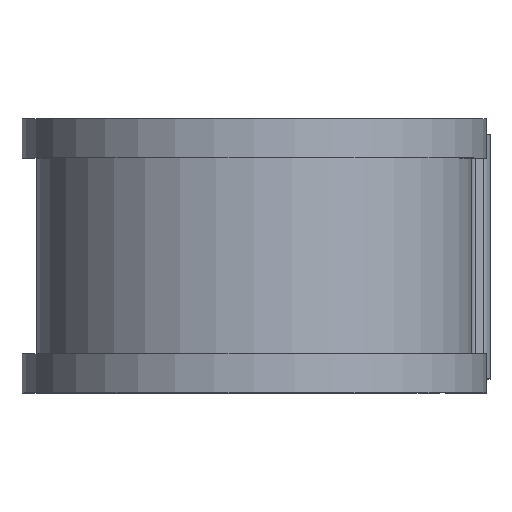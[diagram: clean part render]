
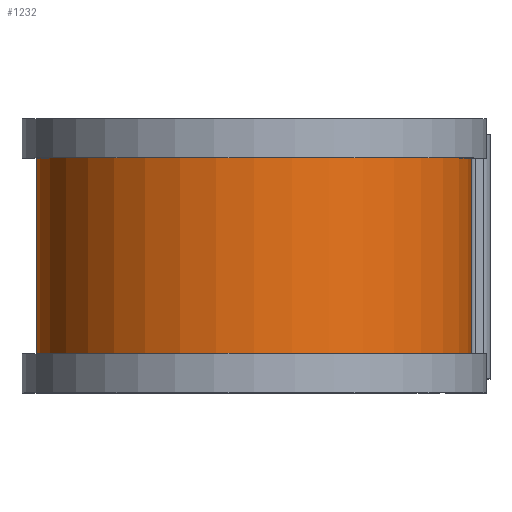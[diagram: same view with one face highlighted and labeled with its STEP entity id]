
A CAD part, top view. The second image highlights one B-rep face of the part: STEP entity #1232.
In plain terms, the highlighted cylindrical face has radius 22.581 mm (diameter 45.161 mm), a partial arc.
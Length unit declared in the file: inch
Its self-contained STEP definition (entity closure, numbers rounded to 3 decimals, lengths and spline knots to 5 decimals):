
#62 = EDGE_CURVE ( 'NONE', #318, #351, #1572, .T. ) ;
#84 = EDGE_CURVE ( 'NONE', #1337, #318, #1528, .T. ) ;
#113 = EDGE_LOOP ( 'NONE', ( #1483, #1245, #252, #614 ) ) ;
#252 = ORIENTED_EDGE ( 'NONE', *, *, #62, .T. ) ;
#318 = VERTEX_POINT ( 'NONE', #1273 ) ;
#341 = DIRECTION ( 'NONE',  ( 0., -1., 0. ) ) ;
#351 = VERTEX_POINT ( 'NONE', #983 ) ;
#363 = AXIS2_PLACEMENT_3D ( 'NONE', #401, #365, #392 ) ;
#365 = DIRECTION ( 'NONE',  ( 0., -1., 0. ) ) ;
#392 = DIRECTION ( 'NONE',  ( 0., 0., -1. ) ) ;
#401 = CARTESIAN_POINT ( 'NONE',  ( 0., -0.4, 0. ) ) ;
#486 = CARTESIAN_POINT ( 'NONE',  ( 0.889, -0.4, 0. ) ) ;
#589 = LINE ( 'NONE', #1275, #1254 ) ;
#611 = CARTESIAN_POINT ( 'NONE',  ( 0.889, 0.4, 0. ) ) ;
#614 = ORIENTED_EDGE ( 'NONE', *, *, #620, .F. ) ;
#617 = AXIS2_PLACEMENT_3D ( 'NONE', #963, #341, #1272 ) ;
#620 = EDGE_CURVE ( 'NONE', #1288, #351, #1045, .T. ) ;
#834 = VECTOR ( 'NONE', #1510, 39.37008 ) ;
#956 = FACE_OUTER_BOUND ( 'NONE', #113, .T. ) ;
#963 = CARTESIAN_POINT ( 'NONE',  ( 0., 0.5, 0. ) ) ;
#983 = CARTESIAN_POINT ( 'NONE',  ( 0., -0.4, -0.889 ) ) ;
#1004 = CARTESIAN_POINT ( 'NONE',  ( 0., 0.5, -0.889 ) ) ;
#1045 = CIRCLE ( 'NONE', #363, 0.889 ) ;
#1232 = ADVANCED_FACE ( 'NONE', ( #956 ), #1678, .T. ) ;
#1243 = AXIS2_PLACEMENT_3D ( 'NONE', #1633, #1640, #1650 ) ;
#1245 = ORIENTED_EDGE ( 'NONE', *, *, #84, .T. ) ;
#1254 = VECTOR ( 'NONE', #1281, 39.37008 ) ;
#1272 = DIRECTION ( 'NONE',  ( 0., 0., -1. ) ) ;
#1273 = CARTESIAN_POINT ( 'NONE',  ( 0., 0.4, -0.889 ) ) ;
#1275 = CARTESIAN_POINT ( 'NONE',  ( 0.889, 0.5, 0. ) ) ;
#1281 = DIRECTION ( 'NONE',  ( 0., -1., 0. ) ) ;
#1288 = VERTEX_POINT ( 'NONE', #486 ) ;
#1292 = EDGE_CURVE ( 'NONE', #1337, #1288, #589, .T. ) ;
#1337 = VERTEX_POINT ( 'NONE', #611 ) ;
#1483 = ORIENTED_EDGE ( 'NONE', *, *, #1292, .F. ) ;
#1510 = DIRECTION ( 'NONE',  ( 0., -1., 0. ) ) ;
#1528 = CIRCLE ( 'NONE', #1243, 0.889 ) ;
#1572 = LINE ( 'NONE', #1004, #834 ) ;
#1633 = CARTESIAN_POINT ( 'NONE',  ( 0., 0.4, 0. ) ) ;
#1640 = DIRECTION ( 'NONE',  ( 0., -1., 0. ) ) ;
#1650 = DIRECTION ( 'NONE',  ( 0., 0., -1. ) ) ;
#1678 = CYLINDRICAL_SURFACE ( 'NONE', #617, 0.889 ) ;
